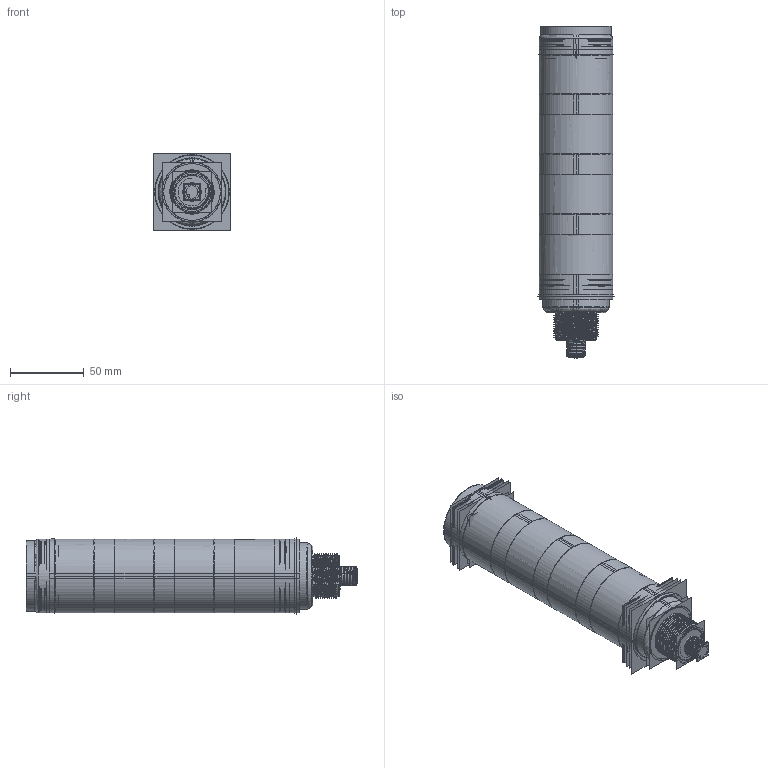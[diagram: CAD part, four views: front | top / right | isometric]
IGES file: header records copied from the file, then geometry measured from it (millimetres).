
Start section:  PTC IGES file: 212918.igs
Global section: file name: 212918.igs; native system: Creo Parametric by PTC Inc.; preprocessor: 2018300; author: pdmadmin; organization: Unknown; date: 20190726.073844; units: millimetre
Bounding box: 52.54 x 224.87 x 52.52 mm (x, y, z)
Volume: 109507.2 mm3; surface area: 608820.2 mm2
Topology: 5 solids, 12 shells, 2242 faces, 11201 edges, 14104 vertices
Faces by surface type: revolution 1218, bspline 1016, extrusion 8
